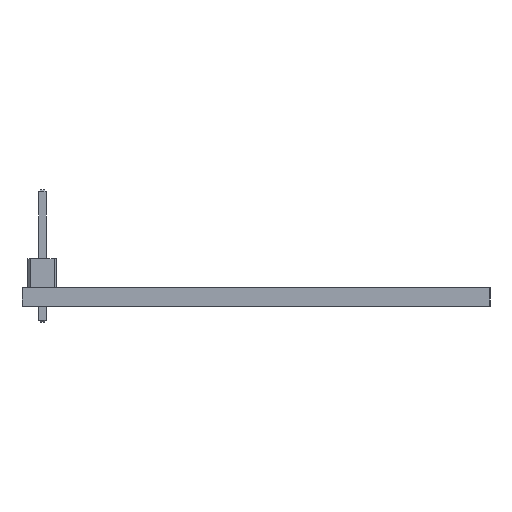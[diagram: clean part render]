
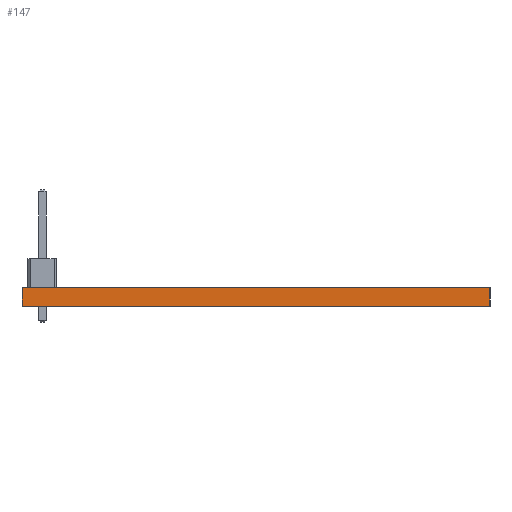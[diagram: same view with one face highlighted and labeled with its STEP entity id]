
A CAD part, left-side view. The second image highlights one B-rep face of the part: STEP entity #147.
In plain terms, the highlighted planar face has unit normal (-1, 0, 0).
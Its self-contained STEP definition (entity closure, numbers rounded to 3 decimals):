
#91 = VERTEX_POINT('',#92);
#92 = CARTESIAN_POINT('',(88.3,-75.4,-1.6));
#98 = EDGE_CURVE('',#99,#91,#101,.T.);
#99 = VERTEX_POINT('',#100);
#100 = CARTESIAN_POINT('',(88.3,-75.4,0.));
#101 = LINE('',#102,#103);
#102 = CARTESIAN_POINT('',(88.3,-75.4,0.));
#103 = VECTOR('',#104,1.);
#104 = DIRECTION('',(0.,0.,-1.));
#147 = ADVANCED_FACE('',(#148),#173,.T.);
#148 = FACE_BOUND('',#149,.T.);
#149 = EDGE_LOOP('',(#150,#151,#159,#167));
#150 = ORIENTED_EDGE('',*,*,#98,.T.);
#151 = ORIENTED_EDGE('',*,*,#152,.T.);
#152 = EDGE_CURVE('',#91,#153,#155,.T.);
#153 = VERTEX_POINT('',#154);
#154 = CARTESIAN_POINT('',(88.3,-116.2,-1.6));
#155 = LINE('',#156,#157);
#156 = CARTESIAN_POINT('',(88.3,-75.4,-1.6));
#157 = VECTOR('',#158,1.);
#158 = DIRECTION('',(0.,-1.,0.));
#159 = ORIENTED_EDGE('',*,*,#160,.F.);
#160 = EDGE_CURVE('',#161,#153,#163,.T.);
#161 = VERTEX_POINT('',#162);
#162 = CARTESIAN_POINT('',(88.3,-116.2,0.));
#163 = LINE('',#164,#165);
#164 = CARTESIAN_POINT('',(88.3,-116.2,0.));
#165 = VECTOR('',#166,1.);
#166 = DIRECTION('',(0.,0.,-1.));
#167 = ORIENTED_EDGE('',*,*,#168,.F.);
#168 = EDGE_CURVE('',#99,#161,#169,.T.);
#169 = LINE('',#170,#171);
#170 = CARTESIAN_POINT('',(88.3,-75.4,0.));
#171 = VECTOR('',#172,1.);
#172 = DIRECTION('',(0.,-1.,0.));
#173 = PLANE('',#174);
#174 = AXIS2_PLACEMENT_3D('',#175,#176,#177);
#175 = CARTESIAN_POINT('',(88.3,-75.4,0.));
#176 = DIRECTION('',(-1.,-0.,-0.));
#177 = DIRECTION('',(0.,-1.,0.));
